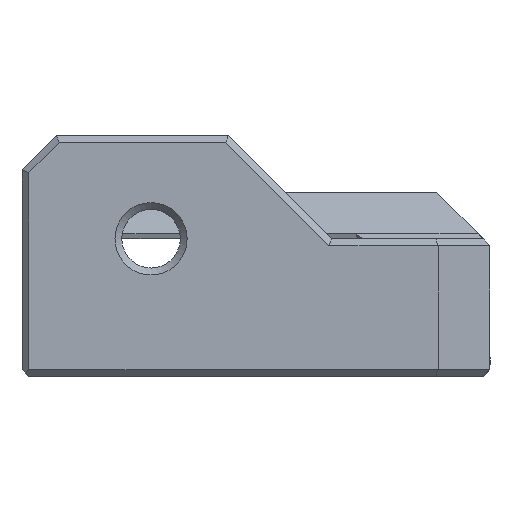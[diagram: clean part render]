
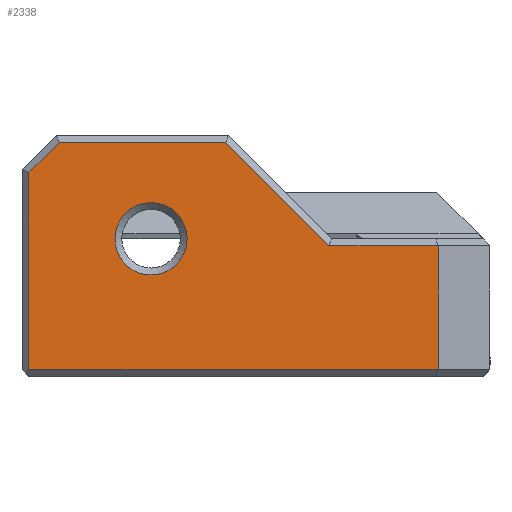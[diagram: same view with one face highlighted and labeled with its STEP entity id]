
A CAD part, left-side view. The second image highlights one B-rep face of the part: STEP entity #2338.
In plain terms, the highlighted planar face has unit normal (-1, 0, 0).
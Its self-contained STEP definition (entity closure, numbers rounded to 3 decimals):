
#38=FACE_BOUND('',#324,.T.);
#61=CIRCLE('',#2463,2.1);
#191=FACE_OUTER_BOUND('',#323,.T.);
#323=EDGE_LOOP('',(#2050,#2051,#2052,#2053,#2054,#2055,#2056));
#324=EDGE_LOOP('',(#2057));
#518=LINE('',#3551,#810);
#523=LINE('',#3559,#815);
#565=LINE('',#3667,#857);
#605=LINE('',#3763,#897);
#612=LINE('',#3776,#904);
#617=LINE('',#3786,#909);
#618=LINE('',#3787,#910);
#810=VECTOR('',#2866,1000.);
#815=VECTOR('',#2873,1000.);
#857=VECTOR('',#2985,1000.);
#897=VECTOR('',#3085,10.);
#904=VECTOR('',#3100,1000.);
#909=VECTOR('',#3111,10.);
#910=VECTOR('',#3112,10.);
#1058=VERTEX_POINT('',#3548);
#1059=VERTEX_POINT('',#3550);
#1061=VERTEX_POINT('',#3557);
#1085=VERTEX_POINT('',#3634);
#1092=VERTEX_POINT('',#3665);
#1115=VERTEX_POINT('',#3761);
#1117=VERTEX_POINT('',#3773);
#1119=VERTEX_POINT('',#3785);
#1322=EDGE_CURVE('',#1059,#1058,#518,.T.);
#1327=EDGE_CURVE('',#1058,#1061,#523,.T.);
#1365=EDGE_CURVE('',#1085,#1085,#61,.T.);
#1381=EDGE_CURVE('',#1061,#1092,#565,.T.);
#1429=EDGE_CURVE('',#1115,#1092,#605,.T.);
#1436=EDGE_CURVE('',#1117,#1059,#612,.T.);
#1441=EDGE_CURVE('',#1119,#1115,#617,.T.);
#1442=EDGE_CURVE('',#1117,#1119,#618,.T.);
#2050=ORIENTED_EDGE('',*,*,#1441,.F.);
#2051=ORIENTED_EDGE('',*,*,#1442,.F.);
#2052=ORIENTED_EDGE('',*,*,#1436,.T.);
#2053=ORIENTED_EDGE('',*,*,#1322,.T.);
#2054=ORIENTED_EDGE('',*,*,#1327,.T.);
#2055=ORIENTED_EDGE('',*,*,#1381,.T.);
#2056=ORIENTED_EDGE('',*,*,#1429,.F.);
#2057=ORIENTED_EDGE('',*,*,#1365,.T.);
#2211=PLANE('',#2513);
#2338=ADVANCED_FACE('',(#191,#38),#2211,.T.);
#2463=AXIS2_PLACEMENT_3D('',#3636,#2947,#2948);
#2513=AXIS2_PLACEMENT_3D('',#3784,#3109,#3110);
#2866=DIRECTION('',(0.,0.707,-0.707));
#2873=DIRECTION('',(0.,0.,-1.));
#2947=DIRECTION('center_axis',(1.,0.,0.));
#2948=DIRECTION('ref_axis',(0.,0.,
-1.));
#2985=DIRECTION('',(0.,-1.,0.));
#3085=DIRECTION('',(0.,0.,-1.));
#3100=DIRECTION('',(0.,1.,0.));
#3109=DIRECTION('center_axis',(-1.,0.,0.));
#3110=DIRECTION('ref_axis',(0.,0.,
1.));
#3111=DIRECTION('',(0.,-1.,0.));
#3112=DIRECTION('',(0.,-0.707,-0.707));
#3548=CARTESIAN_POINT('',(-45.998,62.6,70.034));
#3550=CARTESIAN_POINT('',(-45.998,60.834,71.8));
#3551=CARTESIAN_POINT('',(-45.998,65.717,66.917));
#3557=CARTESIAN_POINT('',(-45.998,62.6,58.6));
#3559=CARTESIAN_POINT('',(-45.998,62.6,51.2));
#3634=CARTESIAN_POINT('',(-45.998,57.6,66.2));
#3636=CARTESIAN_POINT('Origin',(-45.998,55.5,66.2));
#3665=CARTESIAN_POINT('',(-45.998,38.8,58.6));
#3667=CARTESIAN_POINT('',(-45.998,46.566,58.6));
#3761=CARTESIAN_POINT('',(-45.998,38.8,65.8));
#3763=CARTESIAN_POINT('',(-45.998,38.8,70.2));
#3773=CARTESIAN_POINT('',(-45.998,51.166,71.8));
#3776=CARTESIAN_POINT('',(-45.998,63.,71.8));
#3784=CARTESIAN_POINT('Origin',(-45.998,63.,66.2));
#3785=CARTESIAN_POINT('',(-45.998,45.166,65.8));
#3786=CARTESIAN_POINT('',(-45.998,62.9,65.8));
#3787=CARTESIAN_POINT('',(-45.998,51.283,71.917));
